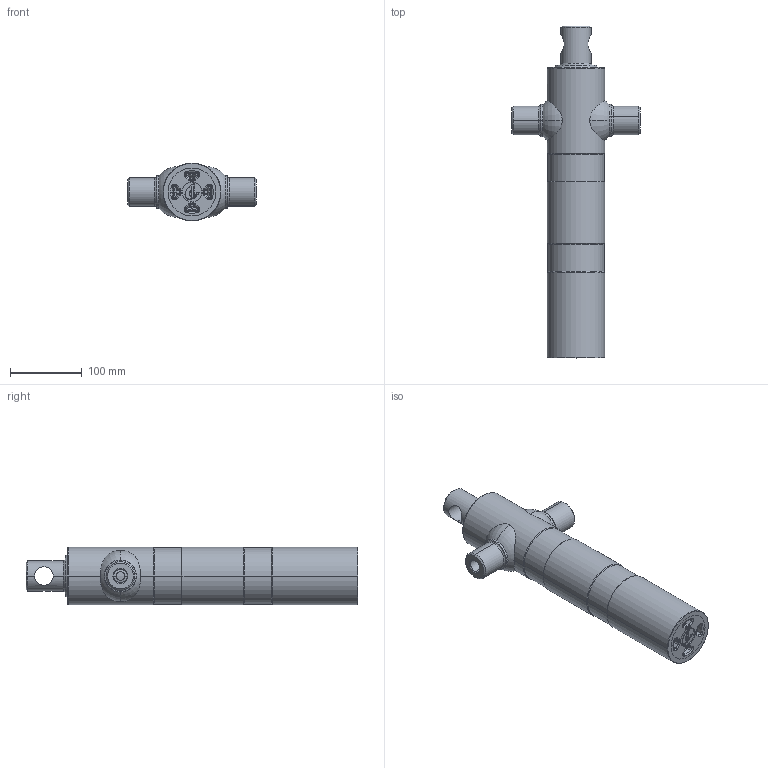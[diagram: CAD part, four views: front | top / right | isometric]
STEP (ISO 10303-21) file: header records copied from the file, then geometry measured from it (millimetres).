
FILE_DESCRIPTION (( 'STEP AP203' ), '1' );
FILE_NAME ('296.BGH.STEP', '2014-10-06T07:25:54', ( '' ), ( '' ), 'SwSTEP 2.0', 'SolidWorks 2013', '' );
FILE_SCHEMA (( 'CONFIG_CONTROL_DESIGN' ));
Length unit declared in the file: millimetre
Products named in the file (1): 296.BGH
Bounding box: 179.8 x 464 x 80.8 mm (x, y, z)
Surface area: 265554.7 mm2 (no closed solid volume)
Topology: 0 solids, 10 shells, 234 faces, 624 edges, 388 vertices
Faces by surface type: cylinder 72, torus 70, cone 62, plane 22, bspline 7, sphere 1
Entity records: 9093 total; most frequent: CARTESIAN_POINT 3227, DIRECTION 1365, ORIENTED_EDGE 1058, EDGE_CURVE 622, AXIS2_PLACEMENT_3D 584, VERTEX_POINT 387, CIRCLE 356, EDGE_LOOP 246
